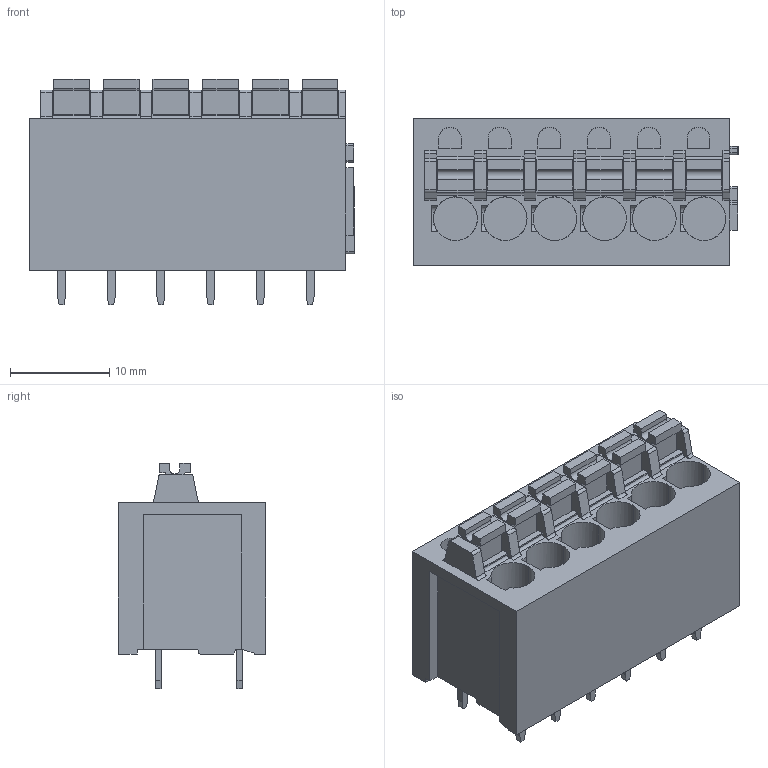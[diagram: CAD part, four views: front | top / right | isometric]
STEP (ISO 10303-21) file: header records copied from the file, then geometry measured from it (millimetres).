
FILE_DESCRIPTION(('CATIA V5 STEP Exchange','CAx-IF Rec.Pracs.--- Model Styling and Organization---1.2---2011-12-15'),'2;1');
FILE_NAME ('D1451061_0_1330220000_1330220000.stp','2018-09-07T10:35:18+00:00',('none'),('Weidmueller'),'CATIA Version 5-6 Release 2014','CATIA V5 STEP AP214','none');
FILE_SCHEMA(('AUTOMOTIVE_DESIGN { 1 0 10303 214 1 1 1 1 }'));
Length unit declared in the file: millimetre
Products named in the file (1): 1330220000
Bounding box: 32.65 x 14.8 x 22.7 mm (x, y, z)
Volume: 6574.9 mm3; surface area: 4179.4 mm2
Topology: 19 solids, 19 shells, 444 faces, 1173 edges, 782 vertices
Faces by surface type: plane 341, cylinder 103
Entity records: 12395 total; most frequent: ORIENTED_EDGE 2346, CARTESIAN_POINT 2248, DIRECTION 1607, EDGE_CURVE 1173, VECTOR 949, LINE 949, VERTEX_POINT 782, EDGE_LOOP 459
